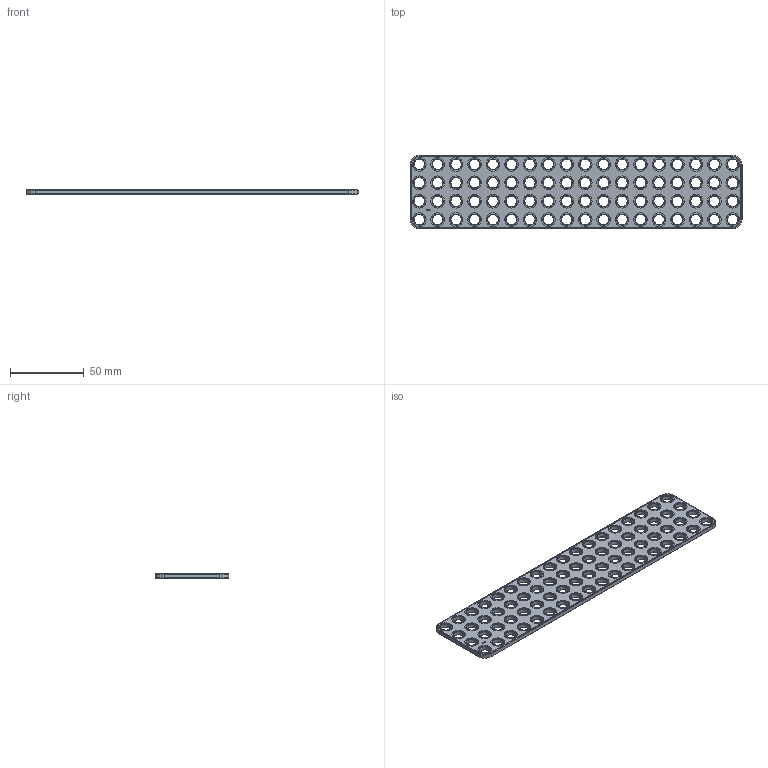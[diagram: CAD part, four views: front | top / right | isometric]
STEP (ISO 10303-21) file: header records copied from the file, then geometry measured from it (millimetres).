
FILE_DESCRIPTION(('FreeCAD Model'),'2;1');
FILE_NAME('Open CASCADE Shape Model','2024-10-08T23:52:54',(''),(''), 'Open CASCADE STEP processor 7.7','FreeCAD','Unknown');
FILE_SCHEMA(('AUTOMOTIVE_DESIGN { 1 0 10303 214 1 1 1 1 }'));
Length unit declared in the file: millimetre
Products named in the file (1): Plate RCT CRNR BU18x04x00.25 - SPN-PLT-0207 (stemfie.org)
Bounding box: 225 x 50 x 3.12 mm (x, y, z)
Volume: 24997.2 mm3; surface area: 23319 mm2
Topology: 1 solids, 1 shells, 825 faces, 1997 edges, 1278 vertices
Faces by surface type: plane 393, cylinder 152, cone 152, extrusion 128
Full cylindrical faces by diameter (mm): 7 x72, 9.2 x72
Entity records: 24653 total; most frequent: CARTESIAN_POINT 5149, ORIENTED_EDGE 3994, DIRECTION 3721, EDGE_CURVE 1997, VECTOR 1413, LINE 1285, VERTEX_POINT 1278, AXIS2_PLACEMENT_3D 1154
